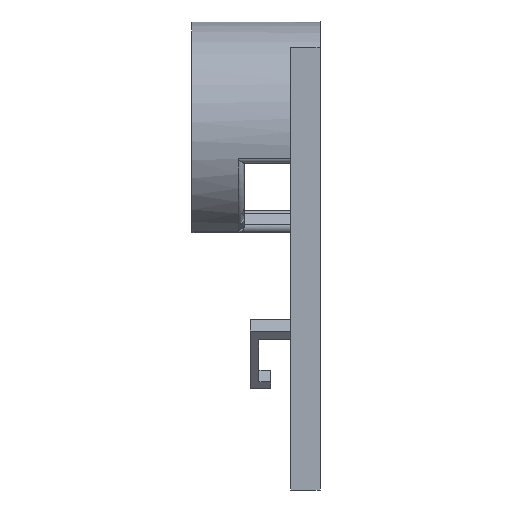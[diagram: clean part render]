
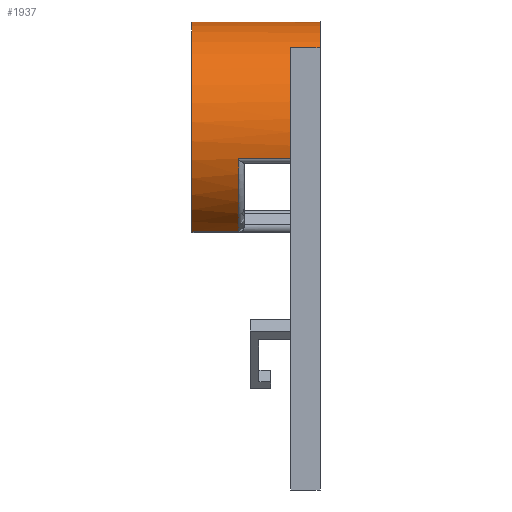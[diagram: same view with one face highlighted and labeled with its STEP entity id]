
A CAD part, front view. The second image highlights one B-rep face of the part: STEP entity #1937.
In plain terms, the highlighted cylindrical face has radius 18.9 mm (diameter 37.8 mm), a partial arc.
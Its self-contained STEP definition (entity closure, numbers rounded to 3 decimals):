
#47=CYLINDRICAL_SURFACE('',#2092,18.9);
#134=CIRCLE('',#2055,18.9);
#139=CIRCLE('',#2060,18.9);
#167=CIRCLE('',#2093,18.9);
#168=CIRCLE('',#2094,18.9);
#169=CIRCLE('',#2095,18.9);
#292=FACE_OUTER_BOUND('',#410,.T.);
#410=EDGE_LOOP('',(#1444,#1445,#1446,#1447,#1448,#1449,#1450,#1451,#1452,
#1453));
#574=LINE('',#3034,#749);
#575=LINE('',#3036,#750);
#576=LINE('',#3039,#751);
#577=LINE('',#3041,#752);
#578=LINE('',#3044,#753);
#749=VECTOR('',#2403,10.);
#750=VECTOR('',#2404,10.);
#751=VECTOR('',#2407,10.);
#752=VECTOR('',#2408,10.);
#753=VECTOR('',#2411,10.);
#885=VERTEX_POINT('',#2876);
#886=VERTEX_POINT('',#2878);
#891=VERTEX_POINT('',#2888);
#892=VERTEX_POINT('',#2890);
#949=VERTEX_POINT('',#3031);
#950=VERTEX_POINT('',#3032);
#951=VERTEX_POINT('',#3035);
#952=VERTEX_POINT('',#3037);
#953=VERTEX_POINT('',#3040);
#954=VERTEX_POINT('',#3042);
#1071=EDGE_CURVE('',#885,#886,#134,.T.);
#1077=EDGE_CURVE('',#892,#891,#139,.T.);
#1139=EDGE_CURVE('',#949,#950,#167,.T.);
#1140=EDGE_CURVE('',#886,#950,#574,.T.);
#1141=EDGE_CURVE('',#951,#885,#575,.T.);
#1142=EDGE_CURVE('',#951,#952,#168,.T.);
#1143=EDGE_CURVE('',#892,#952,#576,.T.);
#1144=EDGE_CURVE('',#891,#953,#577,.T.);
#1145=EDGE_CURVE('',#954,#953,#169,.T.);
#1146=EDGE_CURVE('',#949,#954,#578,.T.);
#1444=ORIENTED_EDGE('',*,*,#1139,.T.);
#1445=ORIENTED_EDGE('',*,*,#1140,.F.);
#1446=ORIENTED_EDGE('',*,*,#1071,.F.);
#1447=ORIENTED_EDGE('',*,*,#1141,.F.);
#1448=ORIENTED_EDGE('',*,*,#1142,.T.);
#1449=ORIENTED_EDGE('',*,*,#1143,.F.);
#1450=ORIENTED_EDGE('',*,*,#1077,.T.);
#1451=ORIENTED_EDGE('',*,*,#1144,.T.);
#1452=ORIENTED_EDGE('',*,*,#1145,.F.);
#1453=ORIENTED_EDGE('',*,*,#1146,.F.);
#1937=ADVANCED_FACE('',(#292),#47,.T.);
#2055=AXIS2_PLACEMENT_3D('',#2879,#2291,#2292);
#2060=AXIS2_PLACEMENT_3D('',#2891,#2302,#2303);
#2092=AXIS2_PLACEMENT_3D('',#3030,#2399,#2400);
#2093=AXIS2_PLACEMENT_3D('',#3033,#2401,#2402);
#2094=AXIS2_PLACEMENT_3D('',#3038,#2405,#2406);
#2095=AXIS2_PLACEMENT_3D('',#3043,#2409,#2410);
#2291=DIRECTION('center_axis',(1.,0.,0.));
#2292=DIRECTION('ref_axis',(0.,-0.423,-0.906));
#2302=DIRECTION('center_axis',(1.,0.,0.));
#2303=DIRECTION('ref_axis',(0.,0.,-1.));
#2399=DIRECTION('center_axis',(-1.,0.,0.));
#2400=DIRECTION('ref_axis',(0.,-0.47,0.883));
#2401=DIRECTION('center_axis',(-1.,0.,0.));
#2402=DIRECTION('ref_axis',(0.,-0.423,-0.906));
#2403=DIRECTION('',(-1.,0.,0.));
#2404=DIRECTION('',(-1.,0.,0.));
#2405=DIRECTION('center_axis',(-1.,0.,0.));
#2406=DIRECTION('ref_axis',(0.,0.,-1.));
#2407=DIRECTION('',(1.,0.,0.));
#2408=DIRECTION('',(-1.,0.,0.));
#2409=DIRECTION('center_axis',(-1.,0.,0.));
#2410=DIRECTION('ref_axis',(0.,-0.423,-0.906));
#2411=DIRECTION('',(-1.,0.,0.));
#2876=CARTESIAN_POINT('',(0.,31.681,-12.23));
#2878=CARTESIAN_POINT('',(0.,32.126,-19.079));
#2879=CARTESIAN_POINT('Origin',(0.,50.45,-14.45));
#2888=CARTESIAN_POINT('',(0.,58.437,2.679));
#2890=CARTESIAN_POINT('',(0.,69.12,-17.391));
#2891=CARTESIAN_POINT('Origin',(0.,50.45,-14.45));
#3030=CARTESIAN_POINT('Origin',(0.,50.45,-14.45));
#3031=CARTESIAN_POINT('',(-9.,42.463,-31.579));
#3032=CARTESIAN_POINT('',(-9.,32.126,-19.079));
#3033=CARTESIAN_POINT('Origin',(-9.,50.45,-14.45));
#3034=CARTESIAN_POINT('',(0.,32.126,-19.079));
#3035=CARTESIAN_POINT('',(5.,31.681,-12.23));
#3036=CARTESIAN_POINT('',(0.,31.681,-12.23));
#3037=CARTESIAN_POINT('',(5.,69.12,-17.391));
#3038=CARTESIAN_POINT('Origin',(5.,50.45,-14.45));
#3039=CARTESIAN_POINT('',(0.,69.12,-17.391));
#3040=CARTESIAN_POINT('',(-17.,58.437,2.679));
#3041=CARTESIAN_POINT('',(0.,58.437,2.679));
#3042=CARTESIAN_POINT('',(-17.,42.463,-31.579));
#3043=CARTESIAN_POINT('Origin',(-17.,50.45,-14.45));
#3044=CARTESIAN_POINT('',(0.,42.463,-31.579));
